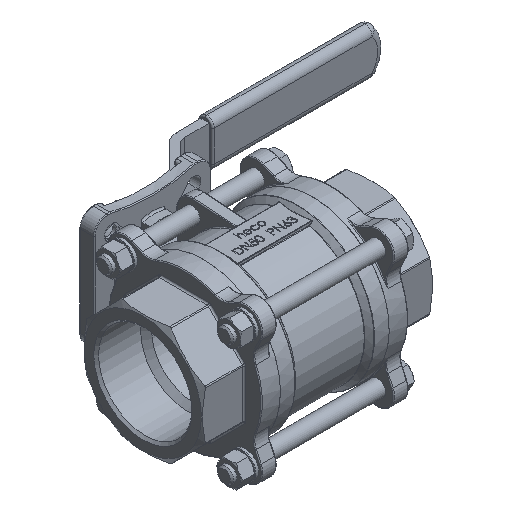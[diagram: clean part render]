
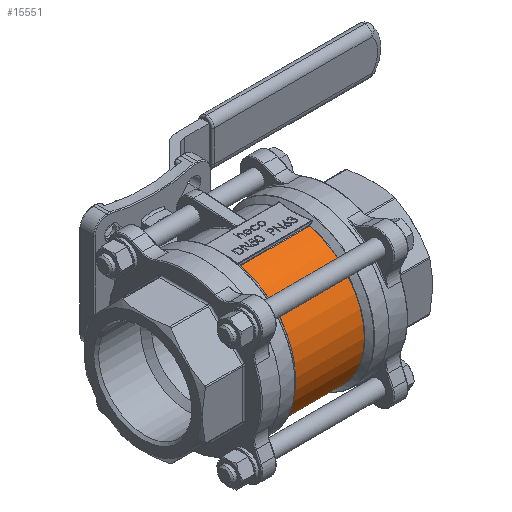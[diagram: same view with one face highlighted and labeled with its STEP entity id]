
A CAD part, isometric view. The second image highlights one B-rep face of the part: STEP entity #15551.
In plain terms, the highlighted cylindrical face has radius 43.5 mm (diameter 87 mm), a partial arc.
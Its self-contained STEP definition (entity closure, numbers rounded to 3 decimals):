
#1232 = AXIS2_PLACEMENT_3D ( 'NONE', #11531, #16598, #29533 ) ;
#4450 = CIRCLE ( 'NONE', #6386, 43.5 ) ;
#6287 = VERTEX_POINT ( 'NONE', #35040 ) ;
#6386 = AXIS2_PLACEMENT_3D ( 'NONE', #17093, #20714, #52441 ) ;
#7615 = FACE_OUTER_BOUND ( 'NONE', #22994, .T. ) ;
#7786 = EDGE_CURVE ( 'NONE', #59130, #35727, #44897, .T. ) ;
#9602 = ORIENTED_EDGE ( 'NONE', *, *, #52492, .T. ) ;
#9674 = EDGE_CURVE ( 'NONE', #35727, #6287, #4450, .T. ) ;
#10873 = CARTESIAN_POINT ( 'NONE',  ( 20.886, -10.229, -42.28 ) ) ;
#11531 = CARTESIAN_POINT ( 'NONE',  ( 24., 0., 0. ) ) ;
#14646 = CARTESIAN_POINT ( 'NONE',  ( 20.886, -10.229, 42.28 ) ) ;
#15002 = DIRECTION ( 'NONE',  ( 1., 0., 0. ) ) ;
#15551 = ADVANCED_FACE ( 'NONE', ( #7615 ), #24723, .T. ) ;
#16414 = CIRCLE ( 'NONE', #54678, 43.5 ) ;
#16598 = DIRECTION ( 'NONE',  ( -1., 0., 0. ) ) ;
#17017 = VERTEX_POINT ( 'NONE', #10873 ) ;
#17093 = CARTESIAN_POINT ( 'NONE',  ( -20.886, 0., 0. ) ) ;
#17908 = EDGE_CURVE ( 'NONE', #17017, #59130, #16414, .T. ) ;
#20424 = ORIENTED_EDGE ( 'NONE', *, *, #7786, .T. ) ;
#20714 = DIRECTION ( 'NONE',  ( 1., 0., 0. ) ) ;
#21100 = CARTESIAN_POINT ( 'NONE',  ( -20.886, -10.229, 42.28 ) ) ;
#21272 = DIRECTION ( 'NONE',  ( -1., 0., 0. ) ) ;
#22994 = EDGE_LOOP ( 'NONE', ( #20424, #46208, #9602, #34838 ) ) ;
#24723 = CYLINDRICAL_SURFACE ( 'NONE', #1232, 43.5 ) ;
#24889 = CARTESIAN_POINT ( 'NONE',  ( 24., -10.229, -42.28 ) ) ;
#26075 = CARTESIAN_POINT ( 'NONE',  ( 24., -10.229, 42.28 ) ) ;
#29533 = DIRECTION ( 'NONE',  ( 0., 0., 1. ) ) ;
#30915 = DIRECTION ( 'NONE',  ( 0., 0., 1. ) ) ;
#34838 = ORIENTED_EDGE ( 'NONE', *, *, #17908, .T. ) ;
#35040 = CARTESIAN_POINT ( 'NONE',  ( -20.886, -10.229, -42.28 ) ) ;
#35392 = DIRECTION ( 'NONE',  ( -1., 0., 0. ) ) ;
#35727 = VERTEX_POINT ( 'NONE', #21100 ) ;
#35996 = CARTESIAN_POINT ( 'NONE',  ( 20.886, 0., 0. ) ) ;
#44897 = LINE ( 'NONE', #26075, #58400 ) ;
#46208 = ORIENTED_EDGE ( 'NONE', *, *, #9674, .T. ) ;
#46977 = VECTOR ( 'NONE', #15002, 1000. ) ;
#47628 = LINE ( 'NONE', #24889, #46977 ) ;
#52441 = DIRECTION ( 'NONE',  ( 0., 0., -1. ) ) ;
#52492 = EDGE_CURVE ( 'NONE', #6287, #17017, #47628, .T. ) ;
#54678 = AXIS2_PLACEMENT_3D ( 'NONE', #35996, #35392, #30915 ) ;
#58400 = VECTOR ( 'NONE', #21272, 1000. ) ;
#59130 = VERTEX_POINT ( 'NONE', #14646 ) ;
